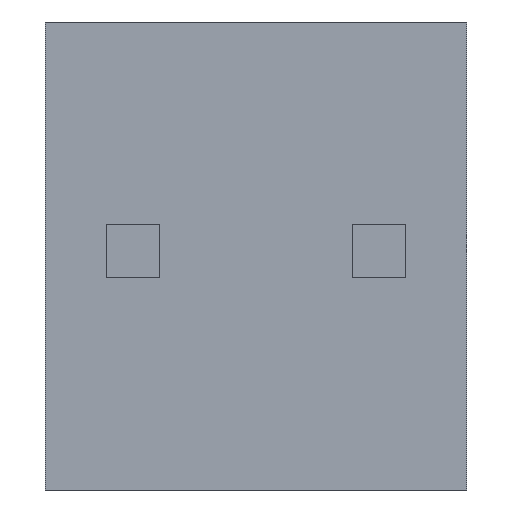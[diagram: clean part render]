
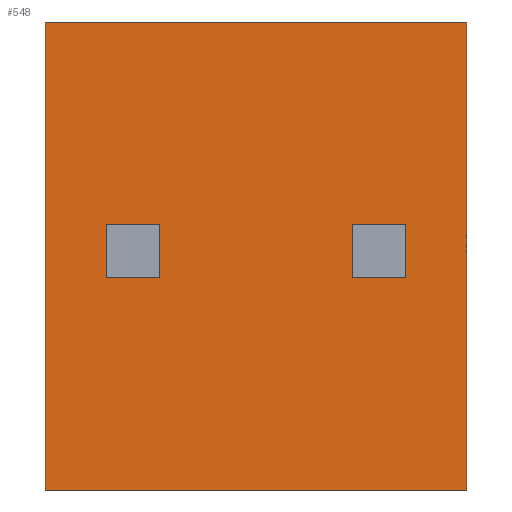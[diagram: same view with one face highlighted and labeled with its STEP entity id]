
A CAD part, front view. The second image highlights one B-rep face of the part: STEP entity #548.
In plain terms, the highlighted planar face has unit normal (0, -1, 0).
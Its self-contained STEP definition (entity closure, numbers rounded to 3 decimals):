
#6 = DIRECTION ( 'NONE',  ( 0., 0., -1. ) ) ;
#13 = DIRECTION ( 'NONE',  ( 1., 0., 0. ) ) ;
#28 = DIRECTION ( 'NONE',  ( 0., 0., -1. ) ) ;
#37 = LINE ( 'NONE', #444, #1147 ) ;
#40 = VECTOR ( 'NONE', #977, 1000. ) ;
#65 = VECTOR ( 'NONE', #73, 1000. ) ;
#69 = VERTEX_POINT ( 'NONE', #1231 ) ;
#73 = DIRECTION ( 'NONE',  ( 0., 0., 1. ) ) ;
#111 = PLANE ( 'NONE',  #1137 ) ;
#127 = DIRECTION ( 'NONE',  ( 0., -1., 0. ) ) ;
#152 = VERTEX_POINT ( 'NONE', #290 ) ;
#155 = EDGE_CURVE ( 'NONE', #170, #987, #1746, .T. ) ;
#170 = VERTEX_POINT ( 'NONE', #1463 ) ;
#174 = DIRECTION ( 'NONE',  ( -1., 0., 0. ) ) ;
#195 = ORIENTED_EDGE ( 'NONE', *, *, #1315, .T. ) ;
#209 = LINE ( 'NONE', #1742, #1406 ) ;
#211 = CARTESIAN_POINT ( 'NONE',  ( -1.83, 0., -4.95 ) ) ;
#218 = ORIENTED_EDGE ( 'NONE', *, *, #698, .F. ) ;
#231 = EDGE_CURVE ( 'NONE', #152, #69, #1639, .T. ) ;
#270 = CARTESIAN_POINT ( 'NONE',  ( -1.83, 0., 4.75 ) ) ;
#290 = CARTESIAN_POINT ( 'NONE',  ( 4.53, 0., -0.55 ) ) ;
#291 = CARTESIAN_POINT ( 'NONE',  ( 0.55, 0., 0.55 ) ) ;
#313 = CARTESIAN_POINT ( 'NONE',  ( 6.91, 0., 4.75 ) ) ;
#371 = FACE_BOUND ( 'NONE', #1454, .T. ) ;
#431 = ORIENTED_EDGE ( 'NONE', *, *, #1758, .T. ) ;
#438 = VECTOR ( 'NONE', #1418, 1000. ) ;
#444 = CARTESIAN_POINT ( 'NONE',  ( 5.63, 0., -0.55 ) ) ;
#445 = CARTESIAN_POINT ( 'NONE',  ( -0.55, 0., 0.55 ) ) ;
#463 = EDGE_LOOP ( 'NONE', ( #1353, #674, #218, #818 ) ) ;
#475 = CARTESIAN_POINT ( 'NONE',  ( 0.55, 0., 0.55 ) ) ;
#524 = CARTESIAN_POINT ( 'NONE',  ( -1.83, 0., -4.95 ) ) ;
#537 = VECTOR ( 'NONE', #876, 1000. ) ;
#548 = ADVANCED_FACE ( 'NONE', ( #963, #662, #371 ), #111, .T. ) ;
#553 = ORIENTED_EDGE ( 'NONE', *, *, #155, .T. ) ;
#601 = VERTEX_POINT ( 'NONE', #1219 ) ;
#650 = EDGE_CURVE ( 'NONE', #841, #1423, #1246, .T. ) ;
#651 = ORIENTED_EDGE ( 'NONE', *, *, #1475, .T. ) ;
#662 = FACE_BOUND ( 'NONE', #919, .T. ) ;
#673 = LINE ( 'NONE', #971, #1784 ) ;
#674 = ORIENTED_EDGE ( 'NONE', *, *, #650, .F. ) ;
#676 = LINE ( 'NONE', #1265, #1192 ) ;
#698 = EDGE_CURVE ( 'NONE', #836, #841, #673, .T. ) ;
#730 = EDGE_CURVE ( 'NONE', #1423, #1097, #1555, .T. ) ;
#773 = CARTESIAN_POINT ( 'NONE',  ( 0.55, 0., -0.55 ) ) ;
#791 = CARTESIAN_POINT ( 'NONE',  ( -0.55, 0., 0.55 ) ) ;
#818 = ORIENTED_EDGE ( 'NONE', *, *, #1477, .F. ) ;
#836 = VERTEX_POINT ( 'NONE', #313 ) ;
#841 = VERTEX_POINT ( 'NONE', #1735 ) ;
#875 = ORIENTED_EDGE ( 'NONE', *, *, #231, .T. ) ;
#876 = DIRECTION ( 'NONE',  ( -1., 0., 0. ) ) ;
#881 = DIRECTION ( 'NONE',  ( 1., 0., 0. ) ) ;
#909 = EDGE_CURVE ( 'NONE', #987, #1344, #209, .T. ) ;
#911 = DIRECTION ( 'NONE',  ( 0., 0., -1. ) ) ;
#919 = EDGE_LOOP ( 'NONE', ( #945, #651, #1503, #553 ) ) ;
#937 = DIRECTION ( 'NONE',  ( 0., 0., -1. ) ) ;
#945 = ORIENTED_EDGE ( 'NONE', *, *, #909, .T. ) ;
#963 = FACE_OUTER_BOUND ( 'NONE', #463, .T. ) ;
#971 = CARTESIAN_POINT ( 'NONE',  ( 6.91, 0., -4.95 ) ) ;
#977 = DIRECTION ( 'NONE',  ( 0., 0., 1. ) ) ;
#984 = ORIENTED_EDGE ( 'NONE', *, *, #1141, .T. ) ;
#987 = VERTEX_POINT ( 'NONE', #791 ) ;
#1028 = VECTOR ( 'NONE', #1233, 1000. ) ;
#1058 = CARTESIAN_POINT ( 'NONE',  ( 5.63, 0., 0.55 ) ) ;
#1071 = CARTESIAN_POINT ( 'NONE',  ( 0., 0., 0. ) ) ;
#1082 = VECTOR ( 'NONE', #13, 1000. ) ;
#1090 = DIRECTION ( 'NONE',  ( 1., 0., 0. ) ) ;
#1097 = VERTEX_POINT ( 'NONE', #1498 ) ;
#1137 = AXIS2_PLACEMENT_3D ( 'NONE', #1071, #127, #937 ) ;
#1141 = EDGE_CURVE ( 'NONE', #69, #601, #676, .T. ) ;
#1147 = VECTOR ( 'NONE', #174, 1000. ) ;
#1160 = VECTOR ( 'NONE', #911, 1000. ) ;
#1192 = VECTOR ( 'NONE', #1090, 1000. ) ;
#1219 = CARTESIAN_POINT ( 'NONE',  ( 5.63, 0., 0.55 ) ) ;
#1231 = CARTESIAN_POINT ( 'NONE',  ( 4.53, 0., 0.55 ) ) ;
#1233 = DIRECTION ( 'NONE',  ( -1., 0., 0. ) ) ;
#1246 = LINE ( 'NONE', #524, #1028 ) ;
#1265 = CARTESIAN_POINT ( 'NONE',  ( 5.63, 0., 0.55 ) ) ;
#1315 = EDGE_CURVE ( 'NONE', #1788, #152, #37, .T. ) ;
#1317 = CARTESIAN_POINT ( 'NONE',  ( -0.55, 0., -0.55 ) ) ;
#1344 = VERTEX_POINT ( 'NONE', #475 ) ;
#1350 = EDGE_CURVE ( 'NONE', #1762, #170, #1654, .T. ) ;
#1353 = ORIENTED_EDGE ( 'NONE', *, *, #730, .F. ) ;
#1383 = LINE ( 'NONE', #291, #1572 ) ;
#1406 = VECTOR ( 'NONE', #881, 1000. ) ;
#1418 = DIRECTION ( 'NONE',  ( 0., 0., 1. ) ) ;
#1423 = VERTEX_POINT ( 'NONE', #211 ) ;
#1454 = EDGE_LOOP ( 'NONE', ( #875, #984, #431, #195 ) ) ;
#1463 = CARTESIAN_POINT ( 'NONE',  ( -0.55, 0., -0.55 ) ) ;
#1475 = EDGE_CURVE ( 'NONE', #1344, #1762, #1383, .T. ) ;
#1477 = EDGE_CURVE ( 'NONE', #1097, #836, #1487, .T. ) ;
#1487 = LINE ( 'NONE', #1549, #1082 ) ;
#1498 = CARTESIAN_POINT ( 'NONE',  ( -1.83, 0., 4.75 ) ) ;
#1503 = ORIENTED_EDGE ( 'NONE', *, *, #1350, .T. ) ;
#1549 = CARTESIAN_POINT ( 'NONE',  ( 6.91, 0., 4.75 ) ) ;
#1555 = LINE ( 'NONE', #270, #40 ) ;
#1572 = VECTOR ( 'NONE', #28, 1000. ) ;
#1614 = CARTESIAN_POINT ( 'NONE',  ( 5.63, 0., -0.55 ) ) ;
#1639 = LINE ( 'NONE', #1697, #65 ) ;
#1654 = LINE ( 'NONE', #1317, #537 ) ;
#1697 = CARTESIAN_POINT ( 'NONE',  ( 4.53, 0., 0.55 ) ) ;
#1735 = CARTESIAN_POINT ( 'NONE',  ( 6.91, 0., -4.95 ) ) ;
#1742 = CARTESIAN_POINT ( 'NONE',  ( -0.55, 0., 0.55 ) ) ;
#1746 = LINE ( 'NONE', #445, #438 ) ;
#1754 = LINE ( 'NONE', #1058, #1160 ) ;
#1758 = EDGE_CURVE ( 'NONE', #601, #1788, #1754, .T. ) ;
#1762 = VERTEX_POINT ( 'NONE', #773 ) ;
#1784 = VECTOR ( 'NONE', #6, 1000. ) ;
#1788 = VERTEX_POINT ( 'NONE', #1614 ) ;
